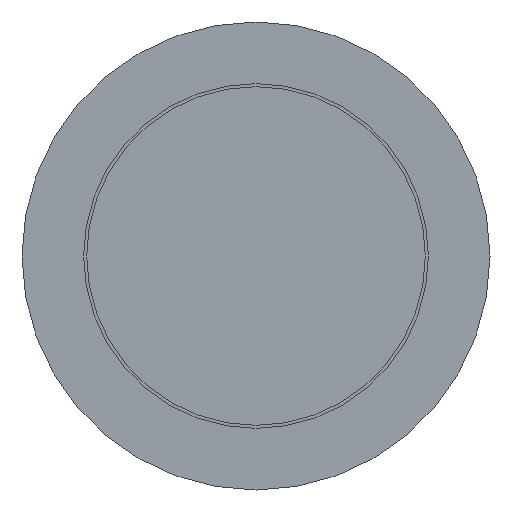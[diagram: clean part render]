
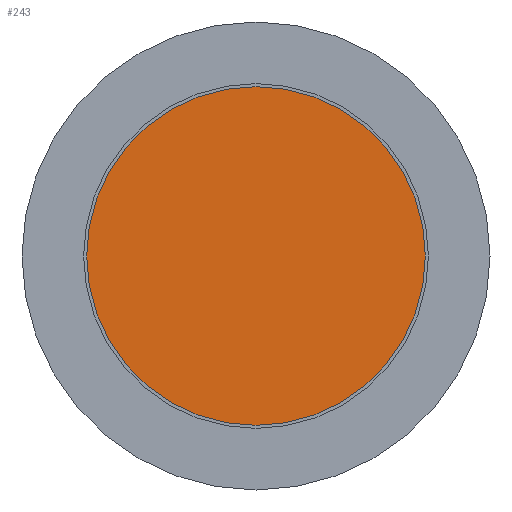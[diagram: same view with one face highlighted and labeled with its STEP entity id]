
A CAD part, front view. The second image highlights one B-rep face of the part: STEP entity #243.
In plain terms, the highlighted planar face has unit normal (0, -1, 0).
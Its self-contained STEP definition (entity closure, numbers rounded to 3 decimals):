
#12 = DIRECTION ( 'NONE',  ( 0., -1., 0. ) ) ;
#23 = AXIS2_PLACEMENT_3D ( 'NONE', #428, #12, #178 ) ;
#31 = AXIS2_PLACEMENT_3D ( 'NONE', #137, #384, #259 ) ;
#111 = EDGE_LOOP ( 'NONE', ( #447 ) ) ;
#137 = CARTESIAN_POINT ( 'NONE',  ( -13.75, 0., 0. ) ) ;
#149 = EDGE_CURVE ( 'NONE', #547, #547, #151, .T. ) ;
#151 = CIRCLE ( 'NONE', #23, 13.75 ) ;
#168 = CARTESIAN_POINT ( 'NONE',  ( 0., 0., -13.75 ) ) ;
#178 = DIRECTION ( 'NONE',  ( 0., 0., -1. ) ) ;
#243 = ADVANCED_FACE ( 'NONE', ( #475 ), #520, .F. ) ;
#259 = DIRECTION ( 'NONE',  ( 0., 0., 1. ) ) ;
#384 = DIRECTION ( 'NONE',  ( 0., 1., 0. ) ) ;
#428 = CARTESIAN_POINT ( 'NONE',  ( 0., 0., 0. ) ) ;
#447 = ORIENTED_EDGE ( 'NONE', *, *, #149, .T. ) ;
#475 = FACE_OUTER_BOUND ( 'NONE', #111, .T. ) ;
#520 = PLANE ( 'NONE',  #31 ) ;
#547 = VERTEX_POINT ( 'NONE', #168 ) ;
